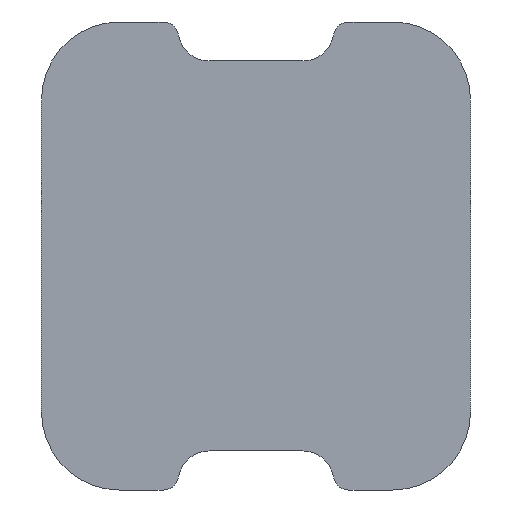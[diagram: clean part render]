
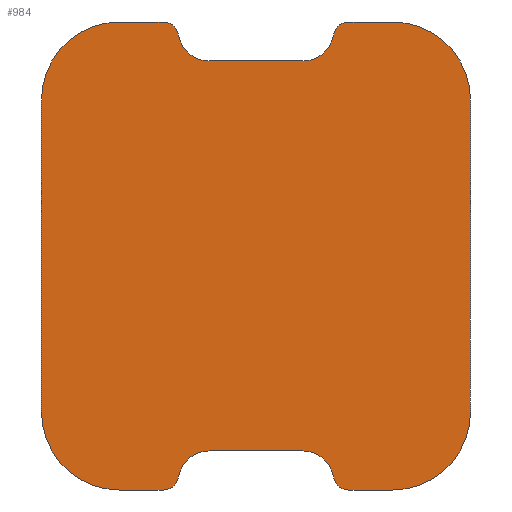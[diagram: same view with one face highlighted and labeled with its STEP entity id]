
A CAD part, front view. The second image highlights one B-rep face of the part: STEP entity #984.
In plain terms, the highlighted planar face has unit normal (0, -1, 0).
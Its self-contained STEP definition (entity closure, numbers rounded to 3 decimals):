
#254=CARTESIAN_POINT('',(-0.6,-0.5,2.9));
#255=DIRECTION('',(0.,1.,0.));
#256=DIRECTION('',(0.,0.,-1.));
#257=AXIS2_PLACEMENT_3D('',#254,#255,#256);
#271=CARTESIAN_POINT('',(0.6,-0.5,2.9));
#272=DIRECTION('',(0.,1.,0.));
#273=DIRECTION('',(0.986,0.,-0.167));
#274=AXIS2_PLACEMENT_3D('',#271,#272,#273);
#281=CARTESIAN_POINT('',(-1.192,-0.5,2.8));
#282=DIRECTION('',(0.,-1.,0.));
#283=DIRECTION('',(0.986,0.,0.167));
#284=AXIS2_PLACEMENT_3D('',#281,#282,#283);
#286=DIRECTION('',(-1.,0.,0.));
#287=VECTOR('',#286,1.2);
#288=CARTESIAN_POINT('',(0.6,-0.5,2.5));
#289=LINE('',#288,#287);
#290=CARTESIAN_POINT('',(1.192,-0.5,2.8));
#291=DIRECTION('',(0.,-1.,0.));
#292=DIRECTION('',(0.,0.,1.));
#293=AXIS2_PLACEMENT_3D('',#290,#291,#292);
#295=DIRECTION('',(-1.,0.,0.));
#296=VECTOR('',#295,0.558);
#297=CARTESIAN_POINT('',(1.75,-0.5,3.));
#298=LINE('',#297,#296);
#299=CARTESIAN_POINT('',(1.75,-0.5,2.));
#300=DIRECTION('',(0.,-1.,0.));
#301=DIRECTION('',(1.,0.,0.));
#302=AXIS2_PLACEMENT_3D('',#299,#300,#301);
#304=DIRECTION('',(0.,0.,1.));
#305=VECTOR('',#304,4.);
#306=CARTESIAN_POINT('',(2.75,-0.5,-2.));
#307=LINE('',#306,#305);
#308=CARTESIAN_POINT('',(1.75,-0.5,-2.));
#309=DIRECTION('',(0.,-1.,0.));
#310=DIRECTION('',(0.,0.,-1.));
#311=AXIS2_PLACEMENT_3D('',#308,#309,#310);
#313=DIRECTION('',(1.,0.,0.));
#314=VECTOR('',#313,0.558);
#315=CARTESIAN_POINT('',(1.192,-0.5,-3.));
#316=LINE('',#315,#314);
#317=CARTESIAN_POINT('',(1.192,-0.5,-2.8));
#318=DIRECTION('',(0.,-1.,0.));
#319=DIRECTION('',(-0.986,0.,-0.167));
#320=AXIS2_PLACEMENT_3D('',#317,#318,#319);
#322=DIRECTION('',(1.,0.,0.));
#323=VECTOR('',#322,1.2);
#324=CARTESIAN_POINT('',(-0.6,-0.5,-2.5));
#325=LINE('',#324,#323);
#326=CARTESIAN_POINT('',(-1.192,-0.5,-2.8));
#327=DIRECTION('',(0.,-1.,0.));
#328=DIRECTION('',(0.,0.,-1.));
#329=AXIS2_PLACEMENT_3D('',#326,#327,#328);
#331=DIRECTION('',(1.,0.,0.));
#332=VECTOR('',#331,0.558);
#333=CARTESIAN_POINT('',(-1.75,-0.5,-3.));
#334=LINE('',#333,#332);
#335=CARTESIAN_POINT('',(-1.75,-0.5,-2.));
#336=DIRECTION('',(0.,-1.,0.));
#337=DIRECTION('',(-1.,0.,0.));
#338=AXIS2_PLACEMENT_3D('',#335,#336,#337);
#340=DIRECTION('',(0.,0.,-1.));
#341=VECTOR('',#340,4.);
#342=CARTESIAN_POINT('',(-2.75,-0.5,2.));
#343=LINE('',#342,#341);
#344=CARTESIAN_POINT('',(-1.75,-0.5,2.));
#345=DIRECTION('',(0.,-1.,0.));
#346=DIRECTION('',(0.,0.,1.));
#347=AXIS2_PLACEMENT_3D('',#344,#345,#346);
#349=DIRECTION('',(-1.,0.,0.));
#350=VECTOR('',#349,0.558);
#351=CARTESIAN_POINT('',(-1.192,-0.5,3.));
#352=LINE('',#351,#350);
#397=CARTESIAN_POINT('',(-0.6,-0.5,-2.9));
#398=DIRECTION('',(0.,1.,0.));
#399=DIRECTION('',(-0.986,0.,0.167));
#400=AXIS2_PLACEMENT_3D('',#397,#398,#399);
#424=CARTESIAN_POINT('',(0.6,-0.5,-2.9));
#425=DIRECTION('',(0.,1.,0.));
#426=DIRECTION('',(0.,0.,1.));
#427=AXIS2_PLACEMENT_3D('',#424,#425,#426);
#489=CARTESIAN_POINT('',(1.75,-0.5,-3.));
#490=VERTEX_POINT('',#489);
#491=CARTESIAN_POINT('',(2.75,-0.5,-2.));
#492=VERTEX_POINT('',#491);
#497=CARTESIAN_POINT('',(2.75,-0.5,2.));
#498=VERTEX_POINT('',#497);
#499=CARTESIAN_POINT('',(1.75,-0.5,3.));
#500=VERTEX_POINT('',#499);
#505=CARTESIAN_POINT('',(-1.75,-0.5,3.));
#506=VERTEX_POINT('',#505);
#507=CARTESIAN_POINT('',(-2.75,-0.5,2.));
#508=VERTEX_POINT('',#507);
#513=CARTESIAN_POINT('',(-2.75,-0.5,-2.));
#514=VERTEX_POINT('',#513);
#515=CARTESIAN_POINT('',(-1.75,-0.5,-3.));
#516=VERTEX_POINT('',#515);
#518=CARTESIAN_POINT('',(0.6,-0.5,2.5));
#520=VERTEX_POINT('',#518);
#522=CARTESIAN_POINT('',(-0.6,-0.5,2.5));
#524=VERTEX_POINT('',#522);
#526=CARTESIAN_POINT('',(-0.6,-0.5,-2.5));
#528=VERTEX_POINT('',#526);
#530=CARTESIAN_POINT('',(0.6,-0.5,-2.5));
#532=VERTEX_POINT('',#530);
#537=CARTESIAN_POINT('',(-0.994,-0.5,2.833));
#538=VERTEX_POINT('',#537);
#539=CARTESIAN_POINT('',(-1.192,-0.5,3.));
#540=VERTEX_POINT('',#539);
#541=CARTESIAN_POINT('',(1.192,-0.5,3.));
#542=CARTESIAN_POINT('',(0.994,-0.5,2.833));
#543=VERTEX_POINT('',#541);
#544=VERTEX_POINT('',#542);
#549=CARTESIAN_POINT('',(-1.192,-0.5,-3.));
#550=CARTESIAN_POINT('',(-0.994,-0.5,-2.833));
#551=VERTEX_POINT('',#549);
#552=VERTEX_POINT('',#550);
#561=CARTESIAN_POINT('',(0.994,-0.5,-2.833));
#562=VERTEX_POINT('',#561);
#563=CARTESIAN_POINT('',(1.192,-0.5,-3.));
#564=VERTEX_POINT('',#563);
#942=CARTESIAN_POINT('',(0.,-0.5,0.));
#943=DIRECTION('',(0.,-1.,0.));
#944=DIRECTION('',(-1.,0.,0.));
#945=AXIS2_PLACEMENT_3D('',#942,#943,#944);
#946=PLANE('',#945);
#947=ORIENTED_EDGE('',*,*,#879,.F.);
#948=ORIENTED_EDGE('',*,*,#895,.F.);
#949=ORIENTED_EDGE('',*,*,#907,.F.);
#950=ORIENTED_EDGE('',*,*,#921,.F.);
#951=ORIENTED_EDGE('',*,*,#933,.F.);
#953=ORIENTED_EDGE('',*,*,#952,.F.);
#955=ORIENTED_EDGE('',*,*,#954,.F.);
#957=ORIENTED_EDGE('',*,*,#956,.F.);
#959=ORIENTED_EDGE('',*,*,#958,.F.);
#961=ORIENTED_EDGE('',*,*,#960,.F.);
#963=ORIENTED_EDGE('',*,*,#962,.F.);
#965=ORIENTED_EDGE('',*,*,#964,.F.);
#967=ORIENTED_EDGE('',*,*,#966,.F.);
#969=ORIENTED_EDGE('',*,*,#968,.F.);
#971=ORIENTED_EDGE('',*,*,#970,.F.);
#973=ORIENTED_EDGE('',*,*,#972,.F.);
#975=ORIENTED_EDGE('',*,*,#974,.F.);
#977=ORIENTED_EDGE('',*,*,#976,.F.);
#979=ORIENTED_EDGE('',*,*,#978,.F.);
#981=ORIENTED_EDGE('',*,*,#980,.F.);
#982=EDGE_LOOP('',(#947,#948,#949,#950,#951,#953,#955,#957,#959,#961,#963,#965,
#967,#969,#971,#973,#975,#977,#979,#981));
#983=FACE_OUTER_BOUND('',#982,.F.);
#984=ADVANCED_FACE('',(#983),#946,.T.);
#258=CIRCLE('',#257,0.4);
#275=CIRCLE('',#274,0.4);
#285=CIRCLE('',#284,0.2);
#294=CIRCLE('',#293,0.2);
#303=CIRCLE('',#302,1.);
#312=CIRCLE('',#311,1.);
#321=CIRCLE('',#320,0.2);
#330=CIRCLE('',#329,0.2);
#339=CIRCLE('',#338,1.);
#348=CIRCLE('',#347,1.);
#401=CIRCLE('',#400,0.4);
#428=CIRCLE('',#427,0.4);
#879=EDGE_CURVE('',#538,#540,#285,.T.);
#895=EDGE_CURVE('',#524,#538,#258,.T.);
#907=EDGE_CURVE('',#520,#524,#289,.T.);
#921=EDGE_CURVE('',#544,#520,#275,.T.);
#933=EDGE_CURVE('',#543,#544,#294,.T.);
#952=EDGE_CURVE('',#500,#543,#298,.T.);
#954=EDGE_CURVE('',#498,#500,#303,.T.);
#956=EDGE_CURVE('',#492,#498,#307,.T.);
#958=EDGE_CURVE('',#490,#492,#312,.T.);
#960=EDGE_CURVE('',#564,#490,#316,.T.);
#962=EDGE_CURVE('',#562,#564,#321,.T.);
#964=EDGE_CURVE('',#532,#562,#428,.T.);
#966=EDGE_CURVE('',#528,#532,#325,.T.);
#968=EDGE_CURVE('',#552,#528,#401,.T.);
#970=EDGE_CURVE('',#551,#552,#330,.T.);
#972=EDGE_CURVE('',#516,#551,#334,.T.);
#974=EDGE_CURVE('',#514,#516,#339,.T.);
#976=EDGE_CURVE('',#508,#514,#343,.T.);
#978=EDGE_CURVE('',#506,#508,#348,.T.);
#980=EDGE_CURVE('',#540,#506,#352,.T.);
